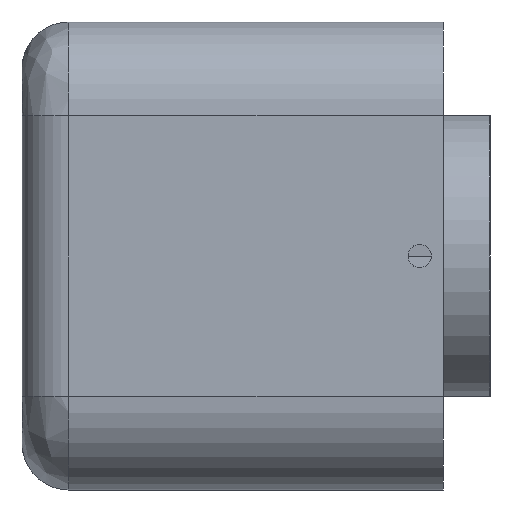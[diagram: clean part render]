
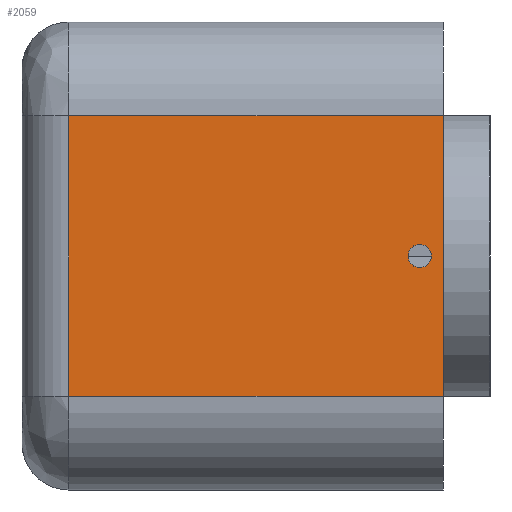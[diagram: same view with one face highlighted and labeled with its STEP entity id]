
A CAD part, left-side view. The second image highlights one B-rep face of the part: STEP entity #2059.
In plain terms, the highlighted planar face has unit normal (-1, 0, 0).
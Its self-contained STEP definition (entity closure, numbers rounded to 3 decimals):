
#7=DIRECTION('',(0.,0.,1.));
#8=VECTOR('',#7,60.);
#9=CARTESIAN_POINT('',(-100.,-5.,-30.));
#10=LINE('',#9,#8);
#637=DIRECTION('',(0.,1.,0.));
#638=VECTOR('',#637,80.);
#639=CARTESIAN_POINT('',(-100.,-5.,30.));
#640=LINE('',#639,#638);
#641=DIRECTION('',(0.,0.,1.));
#642=VECTOR('',#641,60.);
#643=CARTESIAN_POINT('',(-100.,75.,-30.));
#644=LINE('',#643,#642);
#645=DIRECTION('',(0.,1.,0.));
#646=VECTOR('',#645,80.);
#647=CARTESIAN_POINT('',(-100.,-5.,-30.));
#648=LINE('',#647,#646);
#649=CARTESIAN_POINT('',(-100.,0.,0.));
#650=DIRECTION('',(-1.,0.,0.));
#651=DIRECTION('',(0.,-1.,0.));
#652=AXIS2_PLACEMENT_3D('',#649,#650,#651);
#654=CARTESIAN_POINT('',(-100.,0.,0.));
#655=DIRECTION('',(-1.,0.,0.));
#656=DIRECTION('',(0.,1.,0.));
#657=AXIS2_PLACEMENT_3D('',#654,#655,#656);
#1018=CARTESIAN_POINT('',(-100.,-5.,-30.));
#1019=CARTESIAN_POINT('',(-100.,-5.,30.));
#1020=VERTEX_POINT('',#1018);
#1021=VERTEX_POINT('',#1019);
#1202=CARTESIAN_POINT('',(-100.,75.,30.));
#1203=VERTEX_POINT('',#1202);
#1208=CARTESIAN_POINT('',(-100.,75.,-30.));
#1209=VERTEX_POINT('',#1208);
#1274=CARTESIAN_POINT('',(-100.,-2.5,0.));
#1275=CARTESIAN_POINT('',(-100.,2.5,0.));
#1276=VERTEX_POINT('',#1274);
#1277=VERTEX_POINT('',#1275);
#2041=CARTESIAN_POINT('',(-100.,-5.,-30.));
#2042=DIRECTION('',(-1.,0.,0.));
#2043=DIRECTION('',(0.,0.,1.));
#2044=AXIS2_PLACEMENT_3D('',#2041,#2042,#2043);
#2045=PLANE('',#2044);
#2047=ORIENTED_EDGE('',*,*,#2046,.T.);
#2048=ORIENTED_EDGE('',*,*,#2036,.F.);
#2049=ORIENTED_EDGE('',*,*,#1287,.F.);
#2050=ORIENTED_EDGE('',*,*,#1371,.T.);
#2051=EDGE_LOOP('',(#2047,#2048,#2049,#2050));
#2052=FACE_OUTER_BOUND('',#2051,.F.);
#2054=ORIENTED_EDGE('',*,*,#2053,.T.);
#2056=ORIENTED_EDGE('',*,*,#2055,.T.);
#2057=EDGE_LOOP('',(#2054,#2056));
#2058=FACE_BOUND('',#2057,.F.);
#2059=ADVANCED_FACE('',(#2052,#2058),#2045,.T.);
#653=CIRCLE('',#652,2.5);
#658=CIRCLE('',#657,2.5);
#1287=EDGE_CURVE('',#1020,#1021,#10,.T.);
#1371=EDGE_CURVE('',#1020,#1209,#648,.T.);
#2036=EDGE_CURVE('',#1021,#1203,#640,.T.);
#2046=EDGE_CURVE('',#1209,#1203,#644,.T.);
#2053=EDGE_CURVE('',#1276,#1277,#653,.T.);
#2055=EDGE_CURVE('',#1277,#1276,#658,.T.);
